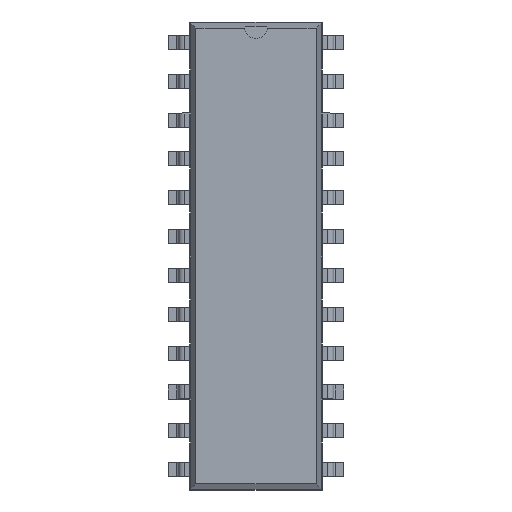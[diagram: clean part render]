
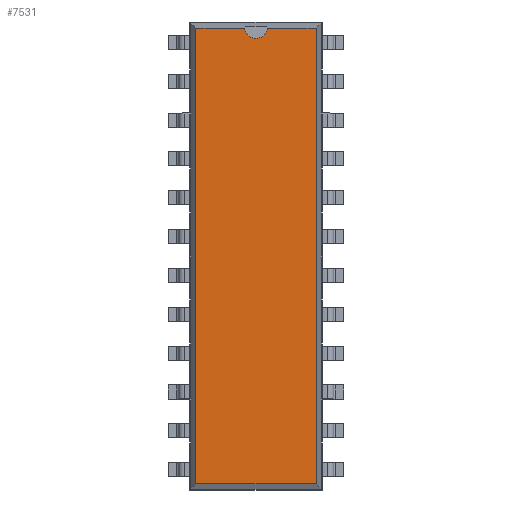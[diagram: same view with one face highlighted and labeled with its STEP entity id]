
A CAD part, top view. The second image highlights one B-rep face of the part: STEP entity #7531.
In plain terms, the highlighted planar face has unit normal (0, 0, 1).
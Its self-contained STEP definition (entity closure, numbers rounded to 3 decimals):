
#27=VECTOR('',#28,1.);
#28=DIRECTION('',(0.,1.,0.));
#34=VECTOR('',#35,1.);
#35=DIRECTION('',(-1.,0.,0.));
#41=VECTOR('',#42,1.);
#42=DIRECTION('',(0.,-1.,0.));
#46=VECTOR('',#47,1.);
#47=DIRECTION('',(1.,0.,0.));
#50=DIRECTION('',(0.,0.,-1.));
#1428=DIRECTION('',(0.,0.,-1.));
#5063=VERTEX_POINT('',#5064);
#5064=CARTESIAN_POINT('',(3.931,14.901,3.68));
#5066=ORIENTED_EDGE('',*,*,#5067,.F.);
#5067=EDGE_CURVE('',#5068,#5063,#5070,.T.);
#5068=VERTEX_POINT('',#5069);
#5069=CARTESIAN_POINT('',(3.931,-14.901,3.68));
#5070=LINE('',#5069,#27);
#6259=VERTEX_POINT('',#6260);
#6260=CARTESIAN_POINT('',(-3.931,14.901,3.68));
#6262=ORIENTED_EDGE('',*,*,#6263,.F.);
#6263=EDGE_CURVE('',#6264,#6259,#6266,.T.);
#6264=VERTEX_POINT('',#6265);
#6265=CARTESIAN_POINT('',(-0.746,14.901,3.68));
#6266=LINE('',#5064,#34);
#6285=VERTEX_POINT('',#6286);
#6286=CARTESIAN_POINT('',(0.746,14.901,3.68));
#6292=ORIENTED_EDGE('',*,*,#6293,.F.);
#6293=EDGE_CURVE('',#5063,#6285,#6266,.T.);
#6337=VERTEX_POINT('',#6338);
#6338=CARTESIAN_POINT('',(-3.931,-14.901,3.68));
#6340=ORIENTED_EDGE('',*,*,#6341,.F.);
#6341=EDGE_CURVE('',#6259,#6337,#6342,.T.);
#6342=LINE('',#6260,#41);
#7526=ORIENTED_EDGE('',*,*,#7527,.F.);
#7527=EDGE_CURVE('',#6337,#5068,#7528,.T.);
#7528=LINE('',#6338,#46);
#7531=ADVANCED_FACE('',(#7532),#7543,.F.);
#7532=FACE_BOUND('',#7533,.F.);
#7533=EDGE_LOOP('',(#5066,#7526,#6340,#6262,#7534,#7541,#6292));
#7534=ORIENTED_EDGE('',*,*,#7535,.F.);
#7535=EDGE_CURVE('',#7536,#6264,#7538,.T.);
#7536=VERTEX_POINT('',#7537);
#7537=CARTESIAN_POINT('',(0.,14.226,3.68));
#7538=CIRCLE('',#7539,0.75);
#7539=AXIS2_PLACEMENT_3D('',#7540,#1428,#42);
#7540=CARTESIAN_POINT('',(0.,14.976,3.68));
#7541=ORIENTED_EDGE('',*,*,#7542,.F.);
#7542=EDGE_CURVE('',#6285,#7536,#7538,.T.);
#7543=PLANE('',#7544);
#7544=AXIS2_PLACEMENT_3D('',#5069,#50,#7545);
#7545=DIRECTION('',(-0.255,0.967,0.));
